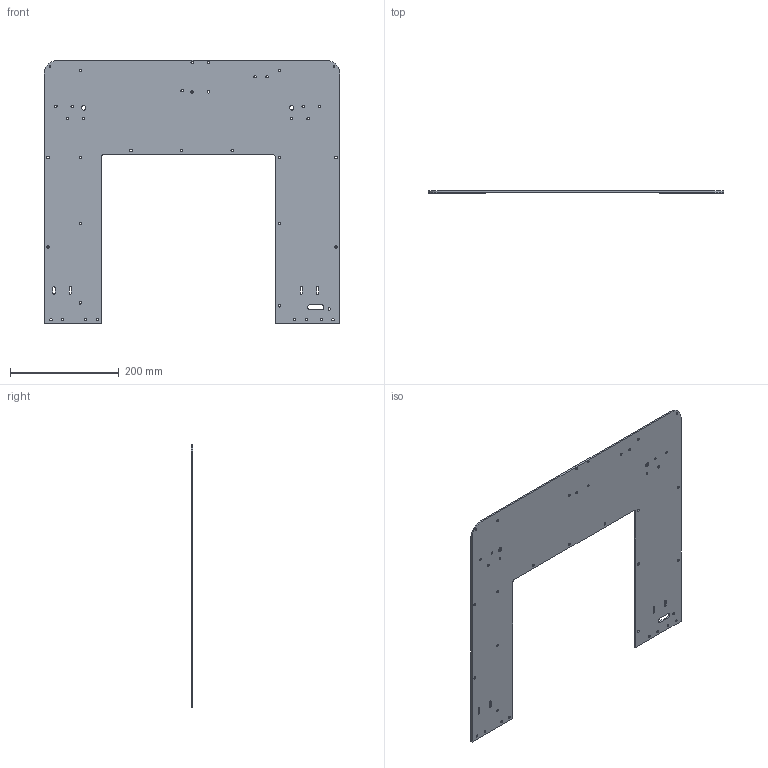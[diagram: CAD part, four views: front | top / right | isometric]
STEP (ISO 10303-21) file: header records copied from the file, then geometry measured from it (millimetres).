
FILE_DESCRIPTION(/* description */ (''),/* implementation_level */ '2;1');
FILE_NAME(/* name */ 'Gantry.step',/* time_stamp */ '2018-07-15T17:34:01+02:00',/* author */ (''),/* organization */ (''),/* preprocessor_version */ 'ST-DEVELOPER v17',/* originating_system */ 'Autodesk Translation Framework v7.1.0.215',/* authorisation */ '');
FILE_SCHEMA (('AUTOMOTIVE_DESIGN { 1 0 10303 214 3 1 1 }'));
Length unit declared in the file: millimetre
Products named in the file (1): FusionComponent
Bounding box: 544 x 3 x 484 mm (x, y, z)
Volume: 487412.1 mm3; surface area: 335346.3 mm2
Topology: 1 solids, 1 shells, 94 faces, 276 edges, 184 vertices
Faces by surface type: cylinder 44, plane 26, bspline 24
Full cylindrical faces by diameter (mm): 3.175 x2, 4.4 x34, 8 x2
Entity records: 3553 total; most frequent: CARTESIAN_POINT 883, ORIENTED_EDGE 552, DIRECTION 474, EDGE_CURVE 276, EDGE_LOOP 190, VERTEX_POINT 184, AXIS2_PLACEMENT_3D 167, LINE 140
